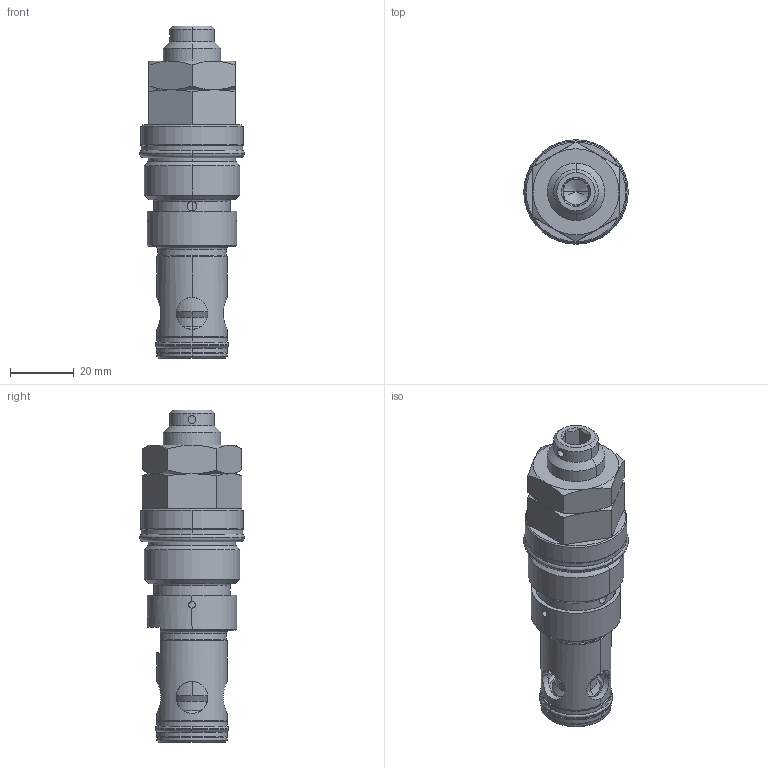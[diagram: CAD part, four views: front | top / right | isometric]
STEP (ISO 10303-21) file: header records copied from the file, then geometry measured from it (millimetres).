
FILE_DESCRIPTION((''),'2;1');
FILE_NAME('VPN1-20','2017-12-15T',('l.soukupova'),(''),'PRO/ENGINEER BY PARAMETRIC TECHNOLOGY CORPORATION, 2015440','PRO/ENGINEER BY PARAMETRIC TECHNOLOGY CORPORATION, 2015440','');
FILE_SCHEMA(('AUTOMOTIVE_DESIGN { 1 0 10303 214 1 1 1 1 }'));
Length unit declared in the file: millimetre
Products named in the file (1): VPN1-20
Bounding box: 32.74 x 32.74 x 104.07 mm (x, y, z)
Volume: 39830.4 mm3; surface area: 22220 mm2
Topology: 3 solids, 7 shells, 380 faces, 916 edges, 556 vertices
Faces by surface type: cylinder 159, cone 82, plane 73, torus 64, bspline 2
Entity records: 18999 total; most frequent: CARTESIAN_POINT 4779, DIRECTION 1947, ORIENTED_EDGE 1818, PRESENTATION_STYLE_ASSIGNMENT 1205, STYLED_ITEM 916, CURVE_STYLE 913, EDGE_CURVE 909, AXIS2_PLACEMENT_3D 830
